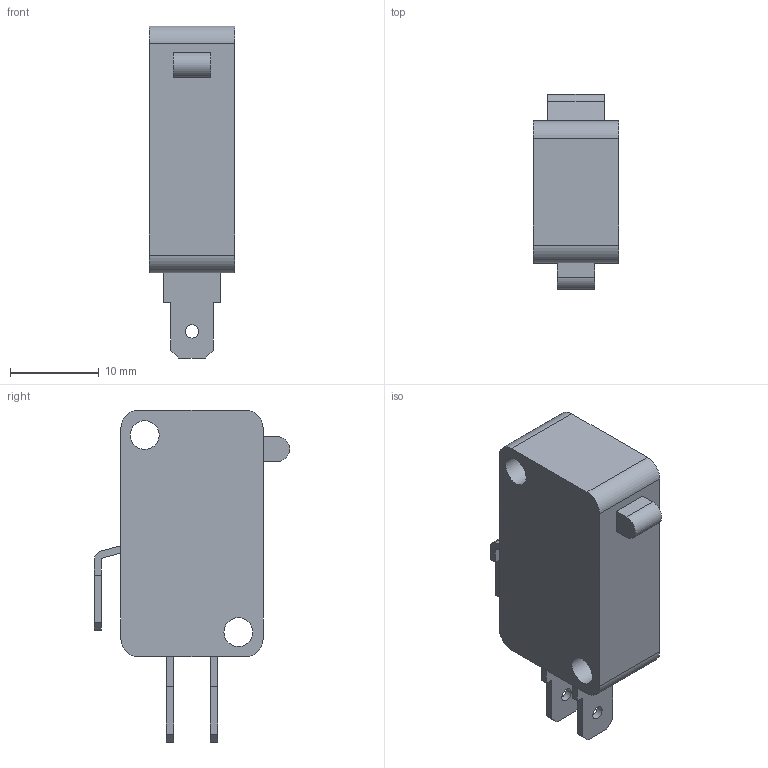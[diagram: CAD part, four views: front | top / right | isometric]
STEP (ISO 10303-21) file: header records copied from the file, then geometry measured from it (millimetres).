
FILE_DESCRIPTION(/* description */ ('STEP AP203'),/* implementation_level */ '2;1');
FILE_NAME(/* name */ 'Limit Switch 2.stp',/* time_stamp */ '2021-10-28T09:58:29+02:00',/* author */ ('Teo'),/* organization */ (''),/* preprocessor_version */ 'ST-DEVELOPER v18.1',/* originating_system */ 'Autodesk Inventor 2022',/* authorisation */ '');
FILE_SCHEMA (('AUTOMOTIVE_DESIGN { 1 0 10303 214 3 1 1 }'));
Length unit declared in the file: millimetre
Products named in the file (1): Limit Switch 2
Bounding box: 9.6 x 22 x 37.4 mm (x, y, z)
Volume: 4234 mm3; surface area: 2256.6 mm2
Topology: 1 solids, 1 shells, 57 faces, 153 edges, 102 vertices
Faces by surface type: plane 45, cylinder 12
Full cylindrical faces by diameter (mm): 1.5 x3, 3.25 x2
Entity records: 1832 total; most frequent: CARTESIAN_POINT 313, ORIENTED_EDGE 306, DIRECTION 293, EDGE_CURVE 153, LINE 129, VECTOR 129, VERTEX_POINT 102, AXIS2_PLACEMENT_3D 82
